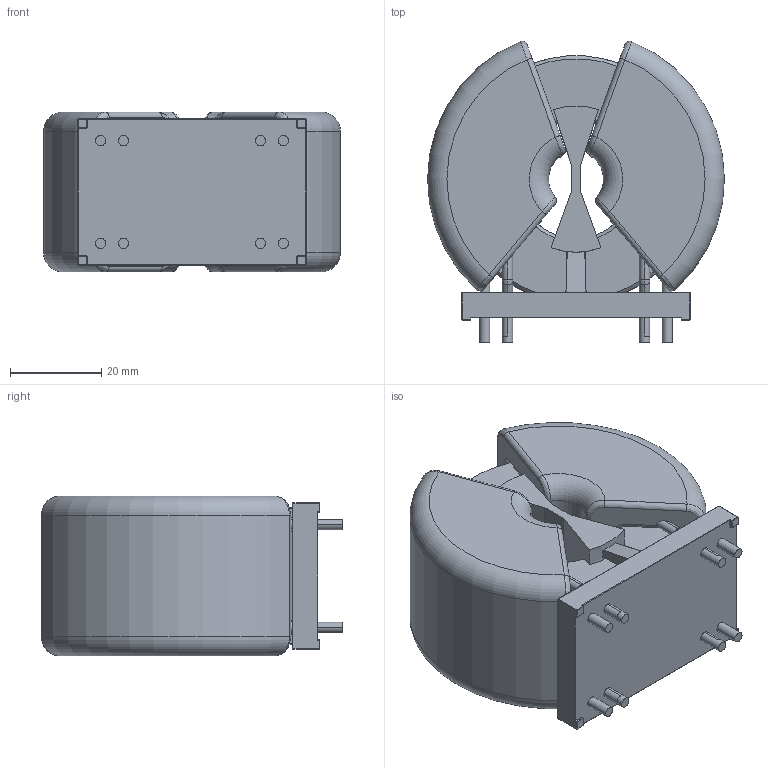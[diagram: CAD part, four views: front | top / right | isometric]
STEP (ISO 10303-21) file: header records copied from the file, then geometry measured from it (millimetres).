
FILE_DESCRIPTION((''),'2;1');
FILE_NAME('B82727E6_SIZEC_VERSION2','2021-07-29T',('EA6495'),(''),'CREO PARAMETRIC BY PTC INC, 2017170','CREO PARAMETRIC BY PTC INC, 2017170','');
FILE_SCHEMA(('AUTOMOTIVE_DESIGN { 1 0 10303 214 1 1 1 1 }'));
Length unit declared in the file: millimetre
Products named in the file (1): B82727E6_SIZEC_VERSION2
Bounding box: 65 x 66 x 35 mm (x, y, z)
Volume: 97386.8 mm3; surface area: 24249.8 mm2
Topology: 1 solids, 1 shells, 347 faces, 894 edges, 544 vertices
Faces by surface type: cylinder 157, plane 60, bspline 56, torus 36, sphere 24, cone 14
Entity records: 17116 total; most frequent: CARTESIAN_POINT 6210, ORIENTED_EDGE 1788, DIRECTION 1580, EDGE_CURVE 894, AXIS2_PLACEMENT_3D 635, VERTEX_POINT 544, FILL_AREA_STYLE_COLOUR 375, FILL_AREA_STYLE 375
